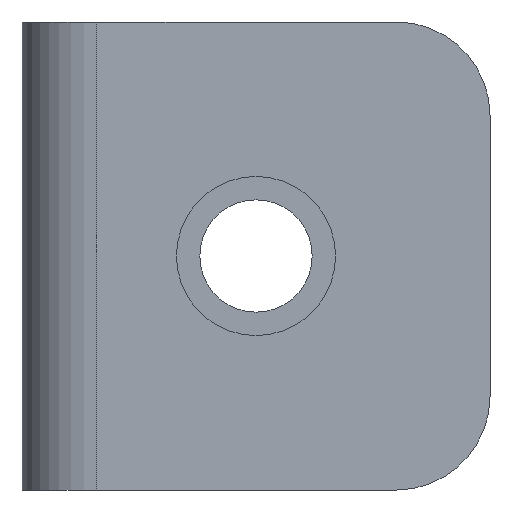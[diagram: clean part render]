
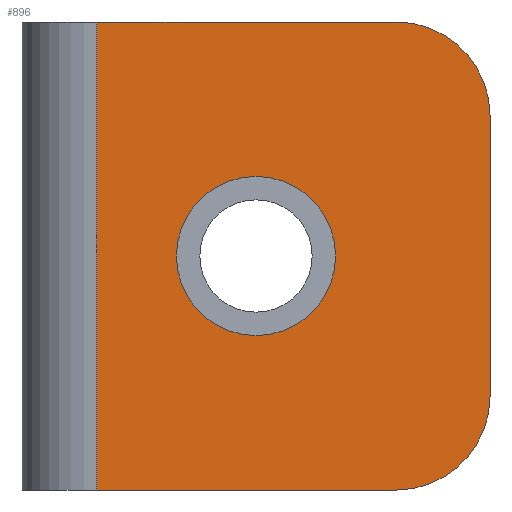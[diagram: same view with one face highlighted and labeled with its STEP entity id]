
A CAD part, front view. The second image highlights one B-rep face of the part: STEP entity #896.
In plain terms, the highlighted planar face has unit normal (0, -1, 0).
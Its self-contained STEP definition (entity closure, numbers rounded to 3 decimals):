
#21 = CARTESIAN_POINT ( 'NONE',  ( 25., -35., 8.5 ) ) ;
#27 = DIRECTION ( 'NONE',  ( 0., 0., 1. ) ) ;
#29 = CARTESIAN_POINT ( 'NONE',  ( 8., -35., 25. ) ) ;
#35 = CIRCLE ( 'NONE', #835, 8.5 ) ;
#48 = FACE_OUTER_BOUND ( 'NONE', #573, .T. ) ;
#54 = DIRECTION ( 'NONE',  ( 1., 0., 0. ) ) ;
#56 = CIRCLE ( 'NONE', #646, 8.5 ) ;
#62 = VERTEX_POINT ( 'NONE', #559 ) ;
#67 = CIRCLE ( 'NONE', #193, 10. ) ;
#78 = ORIENTED_EDGE ( 'NONE', *, *, #593, .F. ) ;
#86 = ORIENTED_EDGE ( 'NONE', *, *, #228, .F. ) ;
#115 = DIRECTION ( 'NONE',  ( 0., 0., 1. ) ) ;
#120 = DIRECTION ( 'NONE',  ( 0., -1., 0. ) ) ;
#140 = VECTOR ( 'NONE', #302, 1000. ) ;
#177 = CARTESIAN_POINT ( 'NONE',  ( 25., -35., 0. ) ) ;
#192 = CARTESIAN_POINT ( 'NONE',  ( 0., -35., -25. ) ) ;
#193 = AXIS2_PLACEMENT_3D ( 'NONE', #315, #808, #383 ) ;
#199 = EDGE_LOOP ( 'NONE', ( #86, #647 ) ) ;
#208 = ORIENTED_EDGE ( 'NONE', *, *, #268, .F. ) ;
#211 = ORIENTED_EDGE ( 'NONE', *, *, #704, .T. ) ;
#218 = EDGE_CURVE ( 'NONE', #556, #358, #643, .T. ) ;
#223 = VECTOR ( 'NONE', #622, 1000. ) ;
#228 = EDGE_CURVE ( 'NONE', #876, #564, #56, .T. ) ;
#247 = VECTOR ( 'NONE', #54, 1000. ) ;
#268 = EDGE_CURVE ( 'NONE', #535, #604, #427, .T. ) ;
#297 = CARTESIAN_POINT ( 'NONE',  ( 8., -35., 25. ) ) ;
#300 = LINE ( 'NONE', #724, #451 ) ;
#302 = DIRECTION ( 'NONE',  ( 0., 0., -1. ) ) ;
#315 = CARTESIAN_POINT ( 'NONE',  ( 40., -35., -15. ) ) ;
#323 = CARTESIAN_POINT ( 'NONE',  ( 25., -35., 0. ) ) ;
#341 = AXIS2_PLACEMENT_3D ( 'NONE', #661, #461, #27 ) ;
#358 = VERTEX_POINT ( 'NONE', #744 ) ;
#365 = VERTEX_POINT ( 'NONE', #398 ) ;
#382 = CARTESIAN_POINT ( 'NONE',  ( 25., -35., -8.5 ) ) ;
#383 = DIRECTION ( 'NONE',  ( 0., 0., 1. ) ) ;
#398 = CARTESIAN_POINT ( 'NONE',  ( 50., -35., 15. ) ) ;
#417 = DIRECTION ( 'NONE',  ( 0., -1., 0. ) ) ;
#418 = EDGE_CURVE ( 'NONE', #564, #876, #35, .T. ) ;
#420 = DIRECTION ( 'NONE',  ( 0., 0., 1. ) ) ;
#427 = LINE ( 'NONE', #625, #223 ) ;
#451 = VECTOR ( 'NONE', #590, 1000. ) ;
#461 = DIRECTION ( 'NONE',  ( 0., 1., 0. ) ) ;
#535 = VERTEX_POINT ( 'NONE', #29 ) ;
#546 = ORIENTED_EDGE ( 'NONE', *, *, #218, .T. ) ;
#556 = VERTEX_POINT ( 'NONE', #803 ) ;
#559 = CARTESIAN_POINT ( 'NONE',  ( 50., -35., -15. ) ) ;
#564 = VERTEX_POINT ( 'NONE', #382 ) ;
#573 = EDGE_LOOP ( 'NONE', ( #78, #583, #208, #211, #546, #669 ) ) ;
#583 = ORIENTED_EDGE ( 'NONE', *, *, #791, .T. ) ;
#590 = DIRECTION ( 'NONE',  ( 0., 0., -1. ) ) ;
#593 = EDGE_CURVE ( 'NONE', #365, #62, #300, .T. ) ;
#604 = VERTEX_POINT ( 'NONE', #653 ) ;
#622 = DIRECTION ( 'NONE',  ( 1., 0., 0. ) ) ;
#625 = CARTESIAN_POINT ( 'NONE',  ( 0., -35., 25. ) ) ;
#631 = DIRECTION ( 'NONE',  ( 0., 0., 1. ) ) ;
#643 = LINE ( 'NONE', #192, #247 ) ;
#646 = AXIS2_PLACEMENT_3D ( 'NONE', #323, #417, #420 ) ;
#647 = ORIENTED_EDGE ( 'NONE', *, *, #418, .F. ) ;
#653 = CARTESIAN_POINT ( 'NONE',  ( 40., -35., 25. ) ) ;
#661 = CARTESIAN_POINT ( 'NONE',  ( 0., -35., 25. ) ) ;
#669 = ORIENTED_EDGE ( 'NONE', *, *, #889, .T. ) ;
#692 = DIRECTION ( 'NONE',  ( 0., -1., 0. ) ) ;
#704 = EDGE_CURVE ( 'NONE', #535, #556, #725, .T. ) ;
#724 = CARTESIAN_POINT ( 'NONE',  ( 50., -35., 25. ) ) ;
#725 = LINE ( 'NONE', #297, #140 ) ;
#729 = AXIS2_PLACEMENT_3D ( 'NONE', #769, #692, #631 ) ;
#744 = CARTESIAN_POINT ( 'NONE',  ( 40., -35., -25. ) ) ;
#769 = CARTESIAN_POINT ( 'NONE',  ( 40., -35., 15. ) ) ;
#788 = FACE_BOUND ( 'NONE', #199, .T. ) ;
#791 = EDGE_CURVE ( 'NONE', #365, #604, #866, .T. ) ;
#803 = CARTESIAN_POINT ( 'NONE',  ( 8., -35., -25. ) ) ;
#808 = DIRECTION ( 'NONE',  ( 0., -1., 0. ) ) ;
#835 = AXIS2_PLACEMENT_3D ( 'NONE', #177, #120, #115 ) ;
#866 = CIRCLE ( 'NONE', #729, 10. ) ;
#873 = PLANE ( 'NONE',  #341 ) ;
#876 = VERTEX_POINT ( 'NONE', #21 ) ;
#889 = EDGE_CURVE ( 'NONE', #358, #62, #67, .T. ) ;
#896 = ADVANCED_FACE ( 'NONE', ( #788, #48 ), #873, .F. ) ;
